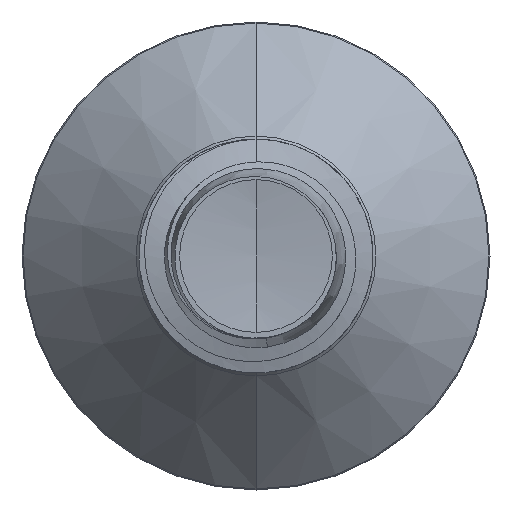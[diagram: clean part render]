
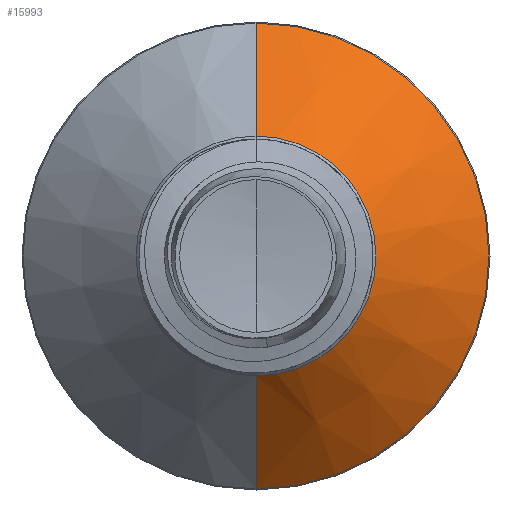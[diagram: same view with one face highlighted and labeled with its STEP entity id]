
A CAD part, front view. The second image highlights one B-rep face of the part: STEP entity #15993.
In plain terms, the highlighted conical face has half-angle 45 degrees and reference radius 2.563 mm.
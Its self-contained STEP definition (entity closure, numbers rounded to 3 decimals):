
#179 = CARTESIAN_POINT ( 'NONE',  ( 0., 10.228, -4.978 ) ) ;
#306 = FACE_OUTER_BOUND ( 'NONE', #14584, .T. ) ;
#829 = EDGE_CURVE ( 'NONE', #14461, #18835, #3483, .T. ) ;
#2383 = DIRECTION ( 'NONE',  ( 0., 0.707, 0.707 ) ) ;
#2409 = CARTESIAN_POINT ( 'NONE',  ( 0., 7.813, 2.563 ) ) ;
#2823 = LINE ( 'NONE', #20249, #11967 ) ;
#3416 = VECTOR ( 'NONE', #2383, 1000. ) ;
#3483 = LINE ( 'NONE', #2409, #3416 ) ;
#6045 = CIRCLE ( 'NONE', #18956, 4.978 ) ;
#6202 = VERTEX_POINT ( 'NONE', #21772 ) ;
#6587 = ORIENTED_EDGE ( 'NONE', *, *, #20923, .T. ) ;
#6654 = ORIENTED_EDGE ( 'NONE', *, *, #11275, .T. ) ;
#6733 = ORIENTED_EDGE ( 'NONE', *, *, #21327, .F. ) ;
#6875 = ORIENTED_EDGE ( 'NONE', *, *, #829, .F. ) ;
#8649 = AXIS2_PLACEMENT_3D ( 'NONE', #12793, #9413, #11091 ) ;
#8777 = CARTESIAN_POINT ( 'NONE',  ( 0., 10.228, 0. ) ) ;
#9413 = DIRECTION ( 'NONE',  ( 0., 1., 0. ) ) ;
#9971 = DIRECTION ( 'NONE',  ( 0., 1., 0. ) ) ;
#10279 = CARTESIAN_POINT ( 'NONE',  ( 0., 7.813, 2.563 ) ) ;
#10423 = DIRECTION ( 'NONE',  ( 0., 0., 1. ) ) ;
#11091 = DIRECTION ( 'NONE',  ( 0., 0., 1. ) ) ;
#11142 = CIRCLE ( 'NONE', #12303, 2.563 ) ;
#11275 = EDGE_CURVE ( 'NONE', #6202, #15322, #2823, .T. ) ;
#11967 = VECTOR ( 'NONE', #21859, 1000. ) ;
#12303 = AXIS2_PLACEMENT_3D ( 'NONE', #19899, #9971, #21505 ) ;
#12475 = CONICAL_SURFACE ( 'NONE', #8649, 2.563, 0.785 ) ;
#12793 = CARTESIAN_POINT ( 'NONE',  ( 0., 7.813, 0. ) ) ;
#13815 = CARTESIAN_POINT ( 'NONE',  ( 0., 10.228, 4.978 ) ) ;
#14461 = VERTEX_POINT ( 'NONE', #10279 ) ;
#14584 = EDGE_LOOP ( 'NONE', ( #6587, #6654, #6733, #6875 ) ) ;
#15322 = VERTEX_POINT ( 'NONE', #179 ) ;
#15993 = ADVANCED_FACE ( 'NONE', ( #306 ), #12475, .T. ) ;
#18835 = VERTEX_POINT ( 'NONE', #13815 ) ;
#18956 = AXIS2_PLACEMENT_3D ( 'NONE', #8777, #20345, #10423 ) ;
#19899 = CARTESIAN_POINT ( 'NONE',  ( 0., 7.813, 0. ) ) ;
#20249 = CARTESIAN_POINT ( 'NONE',  ( 0., 7.813, -2.563 ) ) ;
#20345 = DIRECTION ( 'NONE',  ( 0., 1., 0. ) ) ;
#20923 = EDGE_CURVE ( 'NONE', #14461, #6202, #11142, .T. ) ;
#21327 = EDGE_CURVE ( 'NONE', #18835, #15322, #6045, .T. ) ;
#21505 = DIRECTION ( 'NONE',  ( 0., 0., 1. ) ) ;
#21772 = CARTESIAN_POINT ( 'NONE',  ( 0., 7.813, -2.563 ) ) ;
#21859 = DIRECTION ( 'NONE',  ( 0., 0.707, -0.707 ) ) ;
